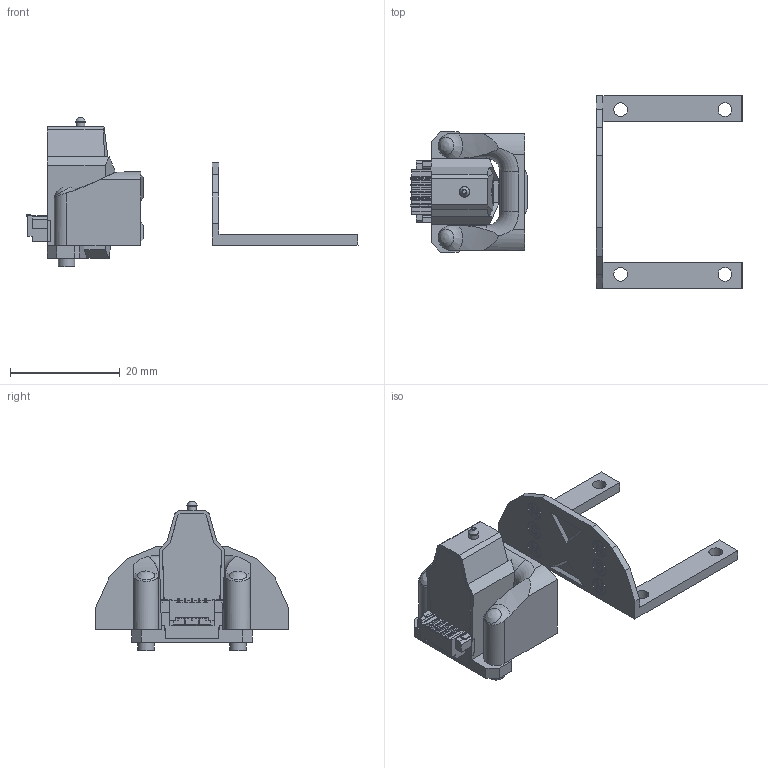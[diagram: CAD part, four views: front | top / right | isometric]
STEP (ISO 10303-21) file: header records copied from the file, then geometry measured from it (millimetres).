
FILE_DESCRIPTION(/* description */ (''),/* implementation_level */ '2;1');
FILE_NAME(/* name */ 'Probe Mod - Combined - V0.4.step',/* time_stamp */ '2024-07-02T09:15:31-04:00',/* author */ (''),/* organization */ (''),/* preprocessor_version */ 'ST-DEVELOPER v20',/* originating_system */ 'Autodesk Translation Framework v13.14.0.145',/* authorisation */ '');
FILE_SCHEMA (('AUTOMOTIVE_DESIGN { 1 0 10303 214 3 1 1 }'));
Length unit declared in the file: millimetre
Products named in the file (13): Probe Mod; HeatSink Mount; 3x1mm Magnet; Probe Mount Harness; 91290A295_Alloy Steel Socket Head Screw; BTT Microprobe Assembly; MicroProbe Plastic Case; MicroProbe Pin; MicroProbe PCB; SCT1251WVS-5 Assembly; SCT1251WVS-5 Plastic part; SCT1251WVS-5 Metal parts; 3x2mm Magnet
Assembly tree (23 placements, depth 5):
  Probe Mod
    HeatSink Mount
      3x1mm Magnet  x6
    Probe Mount Harness
      91290A295_Alloy Steel Socket Head Screw  x2
      BTT Microprobe Assembly
        MicroProbe Plastic Case
        MicroProbe Pin
        MicroProbe PCB
        SCT1251WVS-5 Assembly
          SCT1251WVS-5 Plastic part
          SCT1251WVS-5 Metal parts
      3x2mm Magnet  x6
Bounding box: 60.47 x 35.12 x 27.3 mm (x, y, z)
Volume: 4817.9 mm3; surface area: 7134.1 mm2
Topology: 27 solids, 29 shells, 2031 faces, 5188 edges, 3280 vertices
Faces by surface type: plane 1157, bspline 411, cylinder 252, cone 200, torus 11
Full cylindrical faces by diameter (mm): 1.145 x54, 1.6 x55, 1.85 x1, 1.95 x2, 2 x1, 2.25 x2, 2.5 x6, 3 x14, 3.399 x6, 3.95 x1, 4 x1
Entity records: 47558 total; most frequent: CARTESIAN_POINT 13401, ORIENTED_EDGE 7176, DIRECTION 6590, EDGE_CURVE 3588, LINE 2810, VECTOR 2810, VERTEX_POINT 2218, AXIS2_PLACEMENT_3D 1890
